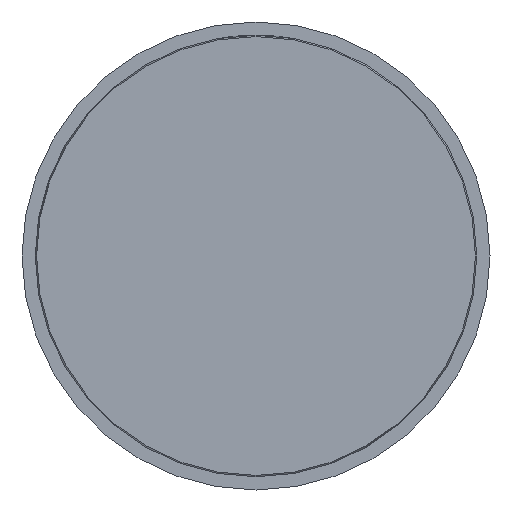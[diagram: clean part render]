
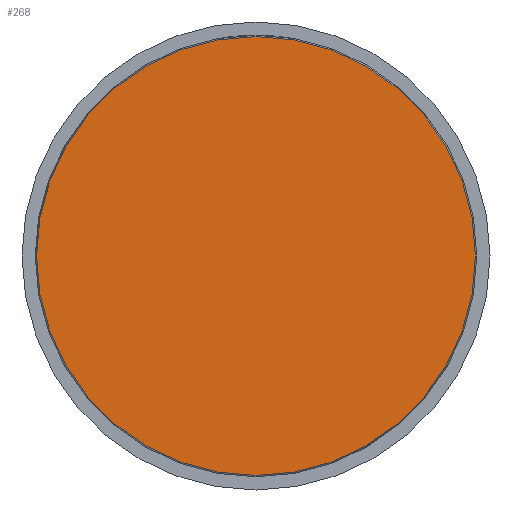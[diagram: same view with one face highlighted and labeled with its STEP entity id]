
A CAD part, front view. The second image highlights one B-rep face of the part: STEP entity #268.
In plain terms, the highlighted planar face has unit normal (0, -1, 0).
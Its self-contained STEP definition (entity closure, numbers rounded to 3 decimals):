
#268 = ADVANCED_FACE ( 'Defeature ausgef�hrt1_5', ( #2241 ), #3078, .F. ) ;
#287 = CARTESIAN_POINT ( 'NONE',  ( 0., -22., 2.485 ) ) ;
#319 = CARTESIAN_POINT ( 'NONE',  ( 0., -22., 0. ) ) ;
#512 = ORIENTED_EDGE ( 'NONE', *, *, #2131, .F. ) ;
#878 = DIRECTION ( 'NONE',  ( 0., 1., 0. ) ) ;
#1230 = DIRECTION ( 'NONE',  ( 0., 0., 1. ) ) ;
#1305 = CARTESIAN_POINT ( 'NONE',  ( 0., -22., -2.485 ) ) ;
#1326 = EDGE_LOOP ( 'NONE', ( #2351, #512 ) ) ;
#1620 = CARTESIAN_POINT ( 'NONE',  ( 0., -22., 0. ) ) ;
#1669 = DIRECTION ( 'NONE',  ( 0., 1., 0. ) ) ;
#1712 = AXIS2_PLACEMENT_3D ( 'NONE', #2575, #1669, #1976 ) ;
#1976 = DIRECTION ( 'NONE',  ( 0., 0., 1. ) ) ;
#2131 = EDGE_CURVE ( 'Defeature ausgef�hrt1_4+Defeature ausgef�hrt1_5+Defeature ausgef�hrt1_5+Defeature ausgef�hrt1_5', #3295, #2680, #3930, .T. ) ;
#2134 = CIRCLE ( 'NONE', #1712, 2.485 ) ;
#2151 = AXIS2_PLACEMENT_3D ( 'NONE', #1620, #2849, #3480 ) ;
#2241 = FACE_OUTER_BOUND ( 'NONE', #1326, .T. ) ;
#2351 = ORIENTED_EDGE ( 'NONE', *, *, #2991, .F. ) ;
#2521 = AXIS2_PLACEMENT_3D ( 'NONE', #319, #878, #1230 ) ;
#2575 = CARTESIAN_POINT ( 'NONE',  ( 0., -22., 0. ) ) ;
#2680 = VERTEX_POINT ( 'NONE', #287 ) ;
#2849 = DIRECTION ( 'NONE',  ( 0., 1., 0. ) ) ;
#2991 = EDGE_CURVE ( 'Defeature ausgef�hrt1_4+Defeature ausgef�hrt1_5+Defeature ausgef�hrt1_5+Defeature ausgef�hrt1_5', #2680, #3295, #2134, .T. ) ;
#3078 = PLANE ( 'NONE',  #2521 ) ;
#3295 = VERTEX_POINT ( 'NONE', #1305 ) ;
#3480 = DIRECTION ( 'NONE',  ( 0., 0., 1. ) ) ;
#3930 = CIRCLE ( 'NONE', #2151, 2.485 ) ;
